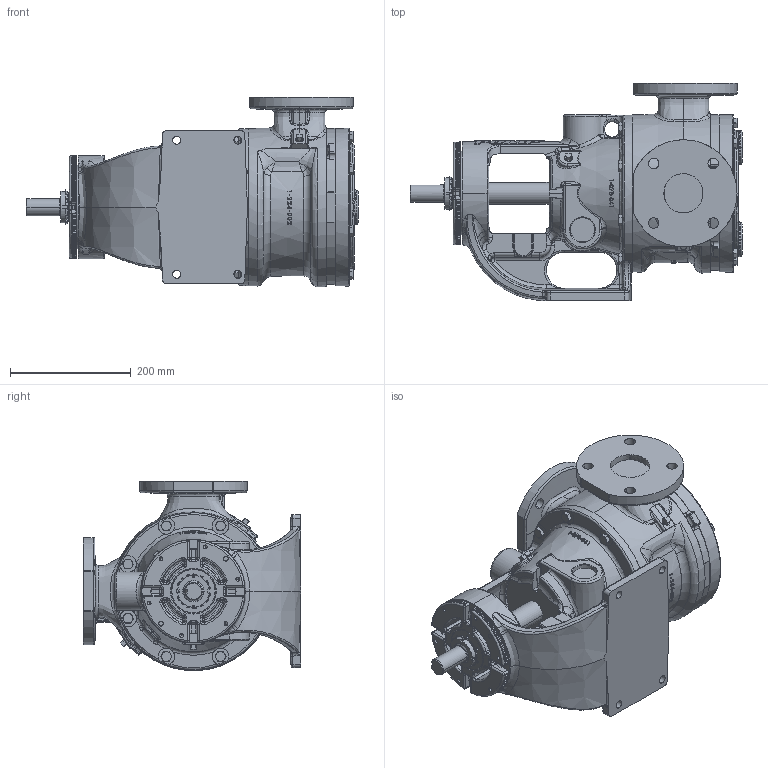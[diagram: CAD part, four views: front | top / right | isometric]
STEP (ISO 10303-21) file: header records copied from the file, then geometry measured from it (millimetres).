
FILE_DESCRIPTION (( 'STEP AP214' ), '1' );
FILE_NAME ('LQ224A.STEP', '2016-10-10T16:03:19', ( '' ), ( '' ), 'SwSTEP 2.0', 'SolidWorks 2015', '' );
FILE_SCHEMA (( 'AUTOMOTIVE_DESIGN' ));
Length unit declared in the file: inch
Products named in the file (2): LQ224A
Bounding box: 551.05 x 360.43 x 314.82 mm (x, y, z)
Volume: 17220359.1 mm3; surface area: 813748 mm2
Topology: 1 solids, 1 shells, 2732 faces, 7052 edges, 4354 vertices
Faces by surface type: plane 775, bspline 668, cone 641, cylinder 439, torus 147, sphere 62
Entity records: 188142 total; most frequent: CARTESIAN_POINT 101607, ORIENTED_EDGE 13986, DIRECTION 11126, EDGE_CURVE 6993, AXIS2_PLACEMENT_3D 4555, VERTEX_POINT 4353, EDGE_LOOP 2872, ADVANCED_FACE 2732
